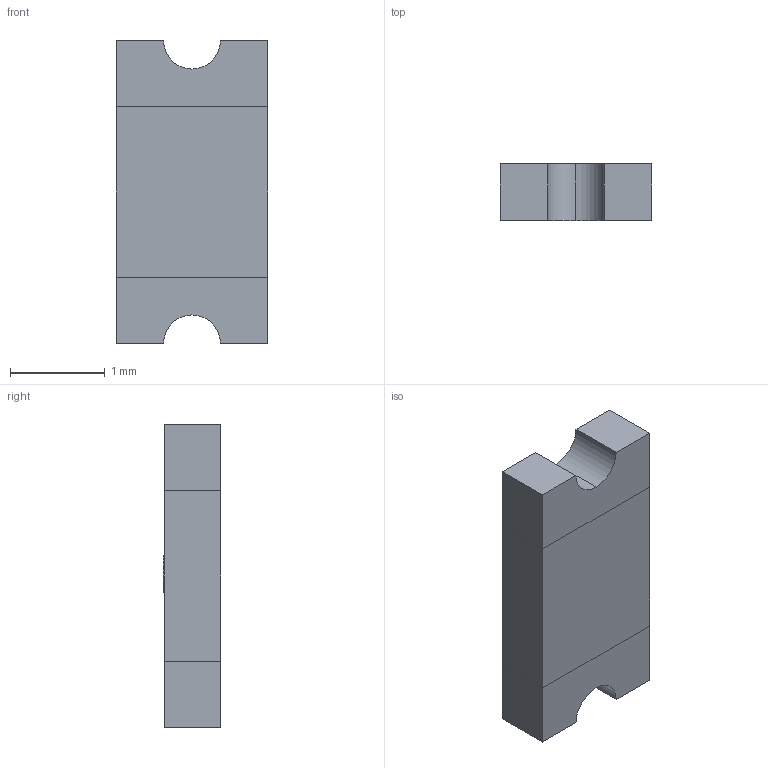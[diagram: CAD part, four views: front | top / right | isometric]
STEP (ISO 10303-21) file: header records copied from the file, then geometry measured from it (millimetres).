
FILE_DESCRIPTION (( 'STEP AP214' ), '1' );
FILE_NAME ('Fuse_MF_NSMF150-2.STEP', '2014-02-12T13:40:20', ( 'UPC_XJR' ), ( 'UPC' ), 'SwSTEP 2.0', 'SolidWorks 2013', '' );
FILE_SCHEMA (( 'AUTOMOTIVE_DESIGN' ));
Length unit declared in the file: millimetre
Products named in the file (4): 錨璃3; 錨璃4; 錨璃1; Fuse_MF_NSMF150-2
Assembly tree (3 placements, depth 2):
  Fuse_MF_NSMF150-2
    錨璃1
    錨璃4
    錨璃3
Bounding box: 1.6 x 0.61 x 3.2 mm (x, y, z)
Volume: 2.9 mm3; surface area: 19.7 mm2
Topology: 3 solids, 3 shells, 34 faces, 78 edges, 52 vertices
Faces by surface type: plane 22, bspline 8, cylinder 4
Entity records: 2006 total; most frequent: CARTESIAN_POINT 754, ORIENTED_EDGE 156, DIRECTION 134, EDGE_CURVE 78, LINE 54, VECTOR 54, VERTEX_POINT 52, UNCERTAINTY_MEASURE_WITH_UNIT 44
